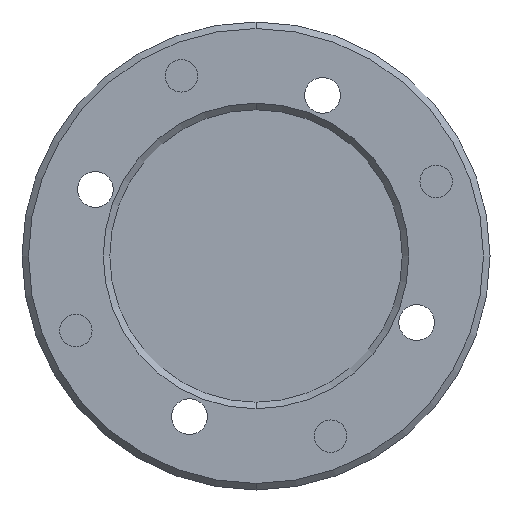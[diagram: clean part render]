
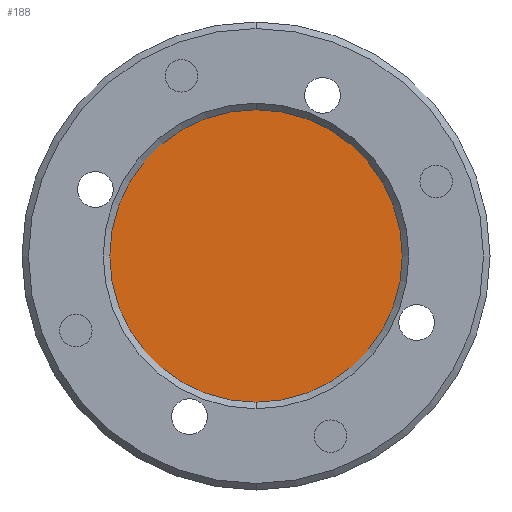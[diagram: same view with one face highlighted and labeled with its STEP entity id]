
A CAD part, front view. The second image highlights one B-rep face of the part: STEP entity #188.
In plain terms, the highlighted planar face has unit normal (0, -1, 0).
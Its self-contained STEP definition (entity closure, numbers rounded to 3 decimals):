
#188 = ADVANCED_FACE ( 'NONE', ( #901 ), #2522, .F. ) ;
#370 = EDGE_LOOP ( 'NONE', ( #1369, #728 ) ) ;
#515 = CARTESIAN_POINT ( 'NONE',  ( 0., 0., 0. ) ) ;
#528 = CARTESIAN_POINT ( 'NONE',  ( 0., 0., 22.5 ) ) ;
#728 = ORIENTED_EDGE ( 'NONE', *, *, #2502, .T. ) ;
#794 = DIRECTION ( 'NONE',  ( 0., 0., 1. ) ) ;
#901 = FACE_OUTER_BOUND ( 'NONE', #370, .T. ) ;
#1102 = EDGE_CURVE ( 'NONE', #1412, #1472, #3469, .T. ) ;
#1369 = ORIENTED_EDGE ( 'NONE', *, *, #1102, .T. ) ;
#1385 = DIRECTION ( 'NONE',  ( 0., -1., 0. ) ) ;
#1403 = CARTESIAN_POINT ( 'NONE',  ( 0., 0., -22.5 ) ) ;
#1412 = VERTEX_POINT ( 'NONE', #528 ) ;
#1472 = VERTEX_POINT ( 'NONE', #1403 ) ;
#1697 = AXIS2_PLACEMENT_3D ( 'NONE', #515, #1385, #3426 ) ;
#1916 = DIRECTION ( 'NONE',  ( 0., 1., 0. ) ) ;
#2195 = DIRECTION ( 'NONE',  ( 0., 0., -1. ) ) ;
#2454 = CIRCLE ( 'NONE', #2785, 22.5 ) ;
#2502 = EDGE_CURVE ( 'NONE', #1472, #1412, #2454, .T. ) ;
#2511 = DIRECTION ( 'NONE',  ( 0., -1., 0. ) ) ;
#2522 = PLANE ( 'NONE',  #2884 ) ;
#2785 = AXIS2_PLACEMENT_3D ( 'NONE', #3618, #2511, #2195 ) ;
#2884 = AXIS2_PLACEMENT_3D ( 'NONE', #3072, #1916, #794 ) ;
#3072 = CARTESIAN_POINT ( 'NONE',  ( 0., 0., 0. ) ) ;
#3426 = DIRECTION ( 'NONE',  ( 0., 0., -1. ) ) ;
#3469 = CIRCLE ( 'NONE', #1697, 22.5 ) ;
#3618 = CARTESIAN_POINT ( 'NONE',  ( 0., 0., 0. ) ) ;
